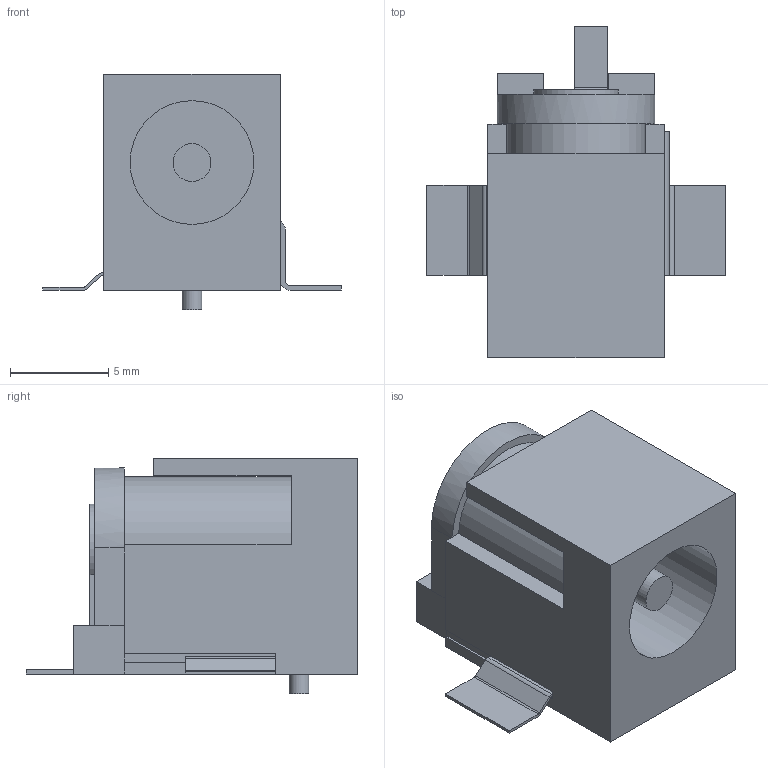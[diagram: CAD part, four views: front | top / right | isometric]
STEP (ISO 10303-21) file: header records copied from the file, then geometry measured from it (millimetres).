
FILE_DESCRIPTION( ( '' ), ' ' );
FILE_NAME( '5ba83abb15e635107b4b21b1.step', '2018-09-24T01:15:41', ( '' ), ( '' ), ' ', ' ', ' ' );
FILE_SCHEMA( ( 'AUTOMOTIVE_DESIGN { 1 0 10303 214 1 1 1 1 }' ) );
Length unit declared in the file: metre
Products named in the file (4): Open CASCADE STEP translator 6.8 2; Open CASCADE STEP translator 6.8 1
Bounding box: 15.2 x 16.9 x 12 mm (x, y, z)
Volume: 921.3 mm3; surface area: 1372.8 mm2
Topology: 4 solids, 4 shells, 87 faces, 221 edges, 146 vertices
Faces by surface type: plane 69, cylinder 17, cone 1
Full cylindrical faces by diameter (mm): 1 x1, 1.93 x1, 3.842 x1, 6.3 x1
Entity records: 4383 total; most frequent: CARTESIAN_POINT 451, DIRECTION 434, ORIENTED_EDGE 430, STYLED_ITEM 302, PRESENTATION_STYLE_ASSIGNMENT 302, COLOUR_RGB 302, EDGE_CURVE 215, CURVE_STYLE 215
